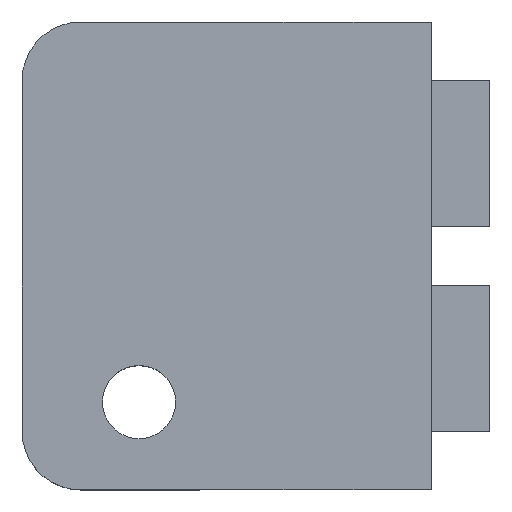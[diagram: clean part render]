
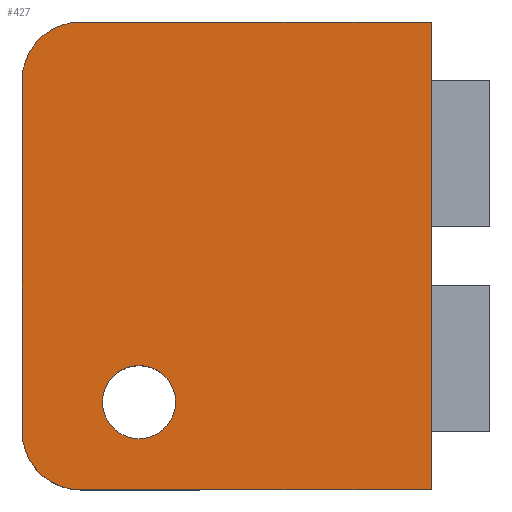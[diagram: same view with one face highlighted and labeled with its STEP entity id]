
A CAD part, top view. The second image highlights one B-rep face of the part: STEP entity #427.
In plain terms, the highlighted planar face has unit normal (0, 0, 1).
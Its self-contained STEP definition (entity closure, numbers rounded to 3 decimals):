
#19=FACE_BOUND('',#150,.T.);
#21=LINE('',#661,#64);
#24=LINE('',#667,#67);
#25=LINE('',#669,#68);
#26=LINE('',#671,#69);
#27=LINE('',#685,#70);
#28=LINE('',#689,#71);
#64=VECTOR('',#509,10.);
#67=VECTOR('',#514,10.);
#68=VECTOR('',#515,10.);
#69=VECTOR('',#516,10.);
#70=VECTOR('',#517,10.);
#71=VECTOR('',#520,10.);
#108=PLANE('',#467);
#126=FACE_OUTER_BOUND('',#149,.T.);
#149=EDGE_LOOP('',(#308,#309,#310,#311,#312,#313,#314,#315,#316,#317));
#150=EDGE_LOOP('',(#318));
#172=B_SPLINE_CURVE_WITH_KNOTS('',3,(#618,#619,#620,#621,#622,#623,#624,
#625,#626,#627,#628),.UNSPECIFIED.,.F.,.F.,(4,2,3,2,4),(2.232,
2.252,2.301,2.35,2.371),
 .UNSPECIFIED.);
#176=B_SPLINE_CURVE_WITH_KNOTS('',3,(#673,#674,#675,#676,#677,#678,#679,
#680,#681,#682,#683),.UNSPECIFIED.,.F.,.F.,(4,2,3,2,4),(-0.069,
-0.049,0.,0.049,0.069),
 .UNSPECIFIED.);
#183=CIRCLE('',#468,2.);
#184=CIRCLE('',#469,2.);
#185=CIRCLE('',#470,1.25);
#193=VERTEX_POINT('',#615);
#194=VERTEX_POINT('',#617);
#199=VERTEX_POINT('',#660);
#201=VERTEX_POINT('',#666);
#202=VERTEX_POINT('',#668);
#203=VERTEX_POINT('',#670);
#204=VERTEX_POINT('',#672);
#205=VERTEX_POINT('',#684);
#206=VERTEX_POINT('',#686);
#207=VERTEX_POINT('',#688);
#208=VERTEX_POINT('',#691);
#235=EDGE_CURVE('',#193,#194,#172,.F.);
#241=EDGE_CURVE('',#199,#194,#21,.T.);
#244=EDGE_CURVE('',#193,#201,#24,.T.);
#245=EDGE_CURVE('',#201,#202,#25,.F.);
#246=EDGE_CURVE('',#202,#203,#26,.T.);
#247=EDGE_CURVE('',#204,#203,#176,.T.);
#248=EDGE_CURVE('',#204,#205,#27,.T.);
#249=EDGE_CURVE('',#205,#206,#183,.T.);
#250=EDGE_CURVE('',#206,#207,#28,.T.);
#251=EDGE_CURVE('',#207,#199,#184,.T.);
#252=EDGE_CURVE('',#208,#208,#185,.T.);
#308=ORIENTED_EDGE('',*,*,#244,.T.);
#309=ORIENTED_EDGE('',*,*,#245,.T.);
#310=ORIENTED_EDGE('',*,*,#246,.T.);
#311=ORIENTED_EDGE('',*,*,#247,.F.);
#312=ORIENTED_EDGE('',*,*,#248,.T.);
#313=ORIENTED_EDGE('',*,*,#249,.T.);
#314=ORIENTED_EDGE('',*,*,#250,.T.);
#315=ORIENTED_EDGE('',*,*,#251,.T.);
#316=ORIENTED_EDGE('',*,*,#241,.T.);
#317=ORIENTED_EDGE('',*,*,#235,.F.);
#318=ORIENTED_EDGE('',*,*,#252,.T.);
#427=ADVANCED_FACE('',(#126,#19),#108,.T.);
#467=AXIS2_PLACEMENT_3D('',#665,#512,#513);
#468=AXIS2_PLACEMENT_3D('',#687,#518,#519);
#469=AXIS2_PLACEMENT_3D('',#690,#521,#522);
#470=AXIS2_PLACEMENT_3D('',#692,#523,#524);
#509=DIRECTION('',(1.,0.,0.));
#512=DIRECTION('center_axis',(0.,0.,
1.));
#513=DIRECTION('ref_axis',(1.,0.,0.));
#514=DIRECTION('',(1.,0.,0.));
#515=DIRECTION('',(0.,-1.,0.));
#516=DIRECTION('',(-1.,0.,0.));
#517=DIRECTION('',(-1.,0.,0.));
#518=DIRECTION('center_axis',(0.,0.,
1.));
#519=DIRECTION('ref_axis',(-0.707,0.707,0.));
#520=DIRECTION('',(0.,-1.,0.));
#521=DIRECTION('center_axis',(0.,0.,
1.));
#522=DIRECTION('ref_axis',(-0.707,-0.707,0.));
#523=DIRECTION('center_axis',(0.,0.,
-1.));
#524=DIRECTION('ref_axis',(-1.,0.,0.));
#615=CARTESIAN_POINT('',(11.412,14.082,24.276));
#617=CARTESIAN_POINT('',(9.932,14.082,24.276));
#618=CARTESIAN_POINT('Ctrl Pts',(9.932,14.082,24.276));
#619=CARTESIAN_POINT('Ctrl Pts',(10.,14.082,24.276));
#620=CARTESIAN_POINT('Ctrl Pts',(10.081,14.082,24.276));
#621=CARTESIAN_POINT('Ctrl Pts',(10.312,14.082,24.276));
#622=CARTESIAN_POINT('Ctrl Pts',(10.508,14.082,24.276));
#623=CARTESIAN_POINT('Ctrl Pts',(10.672,14.082,24.276));
#624=CARTESIAN_POINT('Ctrl Pts',(10.835,14.082,24.276));
#625=CARTESIAN_POINT('Ctrl Pts',(11.031,14.082,24.276));
#626=CARTESIAN_POINT('Ctrl Pts',(11.262,14.082,24.276));
#627=CARTESIAN_POINT('Ctrl Pts',(11.344,14.082,24.276));
#628=CARTESIAN_POINT('Ctrl Pts',(11.412,14.082,24.276));
#660=CARTESIAN_POINT('',(1.672,14.082,24.276));
#661=CARTESIAN_POINT('',(6.172,14.082,24.276));
#665=CARTESIAN_POINT('Origin',(10.672,22.082,24.276));
#666=CARTESIAN_POINT('',(13.672,14.082,24.276));
#667=CARTESIAN_POINT('',(6.172,14.082,24.276));
#668=CARTESIAN_POINT('',(13.672,30.082,24.276));
#669=CARTESIAN_POINT('',(13.672,26.082,24.276));
#670=CARTESIAN_POINT('',(11.412,30.082,24.276));
#671=CARTESIAN_POINT('',(15.172,30.082,24.276));
#672=CARTESIAN_POINT('',(9.932,30.082,24.276));
#673=CARTESIAN_POINT('Ctrl Pts',(9.932,30.082,24.276));
#674=CARTESIAN_POINT('Ctrl Pts',(10.,30.082,24.276));
#675=CARTESIAN_POINT('Ctrl Pts',(10.081,30.082,24.276));
#676=CARTESIAN_POINT('Ctrl Pts',(10.312,30.082,24.276));
#677=CARTESIAN_POINT('Ctrl Pts',(10.508,30.081,24.276));
#678=CARTESIAN_POINT('Ctrl Pts',(10.672,30.081,24.276));
#679=CARTESIAN_POINT('Ctrl Pts',(10.835,30.081,24.276));
#680=CARTESIAN_POINT('Ctrl Pts',(11.031,30.082,24.276));
#681=CARTESIAN_POINT('Ctrl Pts',(11.262,30.082,24.276));
#682=CARTESIAN_POINT('Ctrl Pts',(11.344,30.082,24.276));
#683=CARTESIAN_POINT('Ctrl Pts',(11.412,30.082,24.276));
#684=CARTESIAN_POINT('',(1.672,30.082,24.276));
#685=CARTESIAN_POINT('',(15.172,30.082,24.276));
#686=CARTESIAN_POINT('',(-0.328,28.082,24.276));
#687=CARTESIAN_POINT('Origin',(1.672,28.082,24.276));
#688=CARTESIAN_POINT('',(-0.328,16.082,24.276));
#689=CARTESIAN_POINT('',(-0.328,22.077,24.276));
#690=CARTESIAN_POINT('Origin',(1.672,16.082,24.276));
#691=CARTESIAN_POINT('',(4.922,17.082,24.276));
#692=CARTESIAN_POINT('Origin',(3.672,17.082,24.276));
